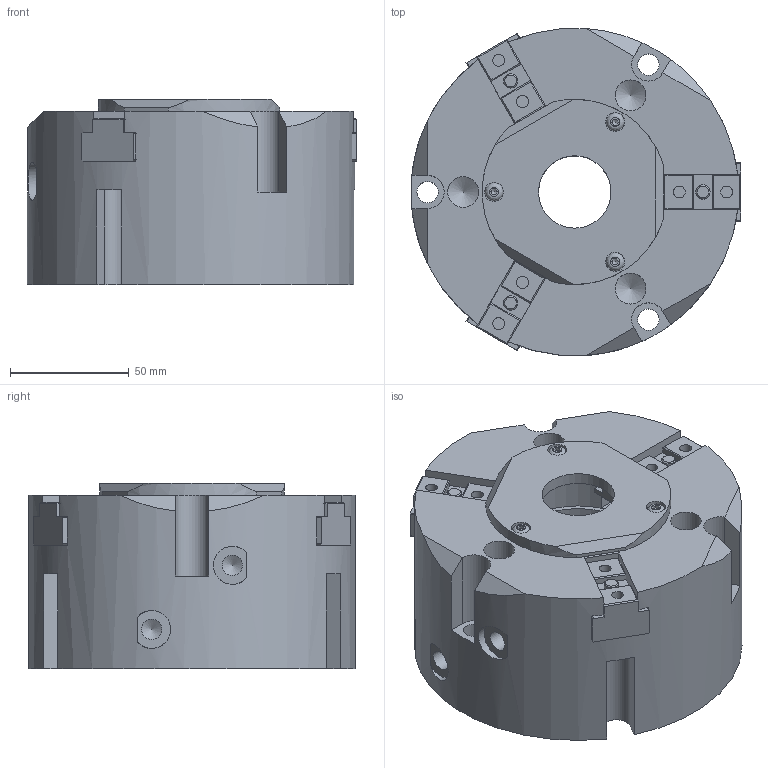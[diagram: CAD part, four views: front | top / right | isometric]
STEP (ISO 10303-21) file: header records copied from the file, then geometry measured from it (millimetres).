
FILE_DESCRIPTION(/* description */ (''),/* implementation_level */ '2;1');
FILE_NAME(/* name */ 'MFA-140-SV.stp',/* time_stamp */ '2018-02-01T14:20:10+01:00',/* author */ ('Tecnico'),/* organization */ (''),/* preprocessor_version */ 'ST-DEVELOPER v16.13',/* originating_system */ 'Autodesk Inventor 2018',/* authorisation */ '');
FILE_SCHEMA (('AUTOMOTIVE_DESIGN { 1 0 10303 214 3 1 1 }'));
Length unit declared in the file: millimetre
Products named in the file (5): MFB-140; MFB-140-CORPO; MFB-140-GRIFFA; MFB-140-COPERCHIO; ISO 7380-1 - M4 x 8
Assembly tree (8 placements, depth 2):
  MFB-140
    MFB-140-CORPO
    MFB-140-GRIFFA  x3
    MFB-140-COPERCHIO
    ISO 7380-1 - M4 x 8  x3
Bounding box: 138.96 x 137.67 x 78 mm (x, y, z)
Volume: 902958.2 mm3; surface area: 113773.2 mm2
Topology: 8 solids, 8 shells, 283 faces, 705 edges, 456 vertices
Faces by surface type: plane 196, cylinder 57, cone 24, torus 3, bspline 3
Full cylindrical faces by diameter (mm): 3.242 x3, 4 x3, 4.134 x2, 4.5 x3, 5 x6, 6 x5, 7.6 x3, 8 x3, 8.566 x2, 9 x6, 13 x3, 30.5 x2, 54 x1, 138 x1
Entity records: 5397 total; most frequent: CARTESIAN_POINT 966, DIRECTION 922, ORIENTED_EDGE 784, EDGE_CURVE 392, AXIS2_PLACEMENT_3D 346, VERTEX_POINT 281, EDGE_LOOP 265, LINE 230
